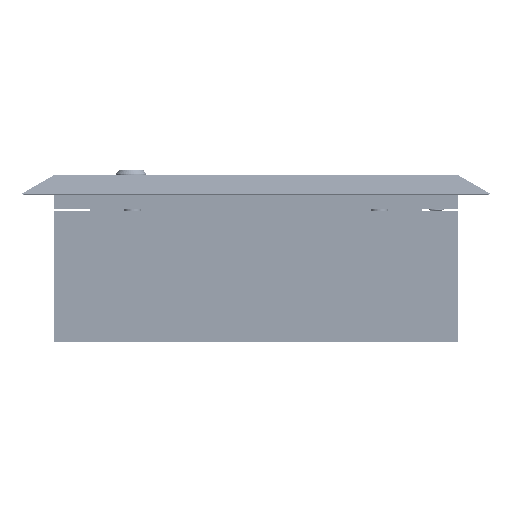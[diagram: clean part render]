
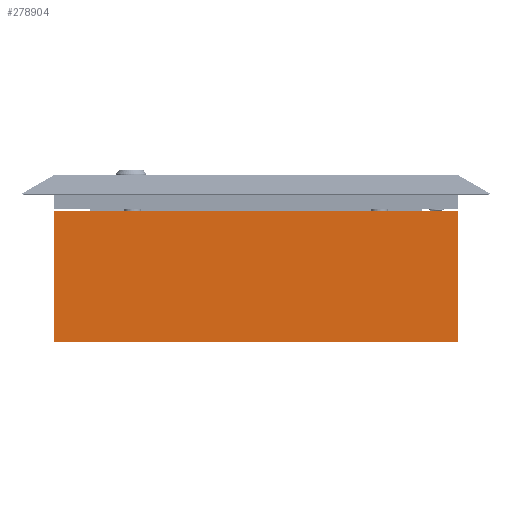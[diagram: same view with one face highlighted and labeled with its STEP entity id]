
A CAD part, front view. The second image highlights one B-rep face of the part: STEP entity #278904.
In plain terms, the highlighted planar face has unit normal (0, -1, 0).
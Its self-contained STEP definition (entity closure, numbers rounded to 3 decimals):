
#9274 = CARTESIAN_POINT ( 'NONE',  ( 1.145, -456.28, 554.919 ) ) ;
#29824 = ORIENTED_EDGE ( 'NONE', *, *, #173971, .F. ) ;
#34528 = DIRECTION ( 'NONE',  ( 1., 0., 0. ) ) ;
#40423 = LINE ( 'NONE', #250953, #292664 ) ;
#48461 = ORIENTED_EDGE ( 'NONE', *, *, #98400, .T. ) ;
#52702 = DIRECTION ( 'NONE',  ( 0., 1., 0. ) ) ;
#82471 = CARTESIAN_POINT ( 'NONE',  ( -156.355, -456.28, 452.919 ) ) ;
#91574 = VERTEX_POINT ( 'NONE', #248971 ) ;
#96639 = DIRECTION ( 'NONE',  ( 1., 0., 0. ) ) ;
#98400 = EDGE_CURVE ( 'NONE', #91574, #206065, #191870, .T. ) ;
#105034 = ORIENTED_EDGE ( 'NONE', *, *, #169806, .T. ) ;
#121682 = CARTESIAN_POINT ( 'NONE',  ( 1.145, -456.28, 452.119 ) ) ;
#125631 = LINE ( 'NONE', #312302, #149030 ) ;
#140056 = FACE_OUTER_BOUND ( 'NONE', #191857, .T. ) ;
#149030 = VECTOR ( 'NONE', #163123, 1000. ) ;
#157668 = DIRECTION ( 'NONE',  ( 0., 0., -1. ) ) ;
#163123 = DIRECTION ( 'NONE',  ( 0., 0., -1. ) ) ;
#163870 = AXIS2_PLACEMENT_3D ( 'NONE', #82471, #52702, #330810 ) ;
#169806 = EDGE_CURVE ( 'NONE', #267482, #91574, #280955, .T. ) ;
#173971 = EDGE_CURVE ( 'NONE', #347151, #206065, #125631, .T. ) ;
#191857 = EDGE_LOOP ( 'NONE', ( #48461, #29824, #349478, #105034 ) ) ;
#191870 = LINE ( 'NONE', #369093, #266758 ) ;
#206065 = VERTEX_POINT ( 'NONE', #121682 ) ;
#233999 = VECTOR ( 'NONE', #157668, 1000. ) ;
#248971 = CARTESIAN_POINT ( 'NONE',  ( -313.855, -456.28, 452.119 ) ) ;
#250953 = CARTESIAN_POINT ( 'NONE',  ( -156.355, -456.28, 554.919 ) ) ;
#261231 = PLANE ( 'NONE',  #163870 ) ;
#266758 = VECTOR ( 'NONE', #96639, 1000. ) ;
#267482 = VERTEX_POINT ( 'NONE', #267582 ) ;
#267582 = CARTESIAN_POINT ( 'NONE',  ( -313.855, -456.28, 554.919 ) ) ;
#278904 = ADVANCED_FACE ( 'NONE', ( #140056 ), #261231, .F. ) ;
#280955 = LINE ( 'NONE', #370578, #233999 ) ;
#292664 = VECTOR ( 'NONE', #34528, 1000. ) ;
#312302 = CARTESIAN_POINT ( 'NONE',  ( 1.145, -456.28, 458.576 ) ) ;
#330810 = DIRECTION ( 'NONE',  ( 0., 0., 1. ) ) ;
#347151 = VERTEX_POINT ( 'NONE', #9274 ) ;
#349478 = ORIENTED_EDGE ( 'NONE', *, *, #366337, .F. ) ;
#366337 = EDGE_CURVE ( 'NONE', #267482, #347151, #40423, .T. ) ;
#369093 = CARTESIAN_POINT ( 'NONE',  ( -156.355, -456.28, 452.119 ) ) ;
#370578 = CARTESIAN_POINT ( 'NONE',  ( -313.855, -456.28, 458.576 ) ) ;
